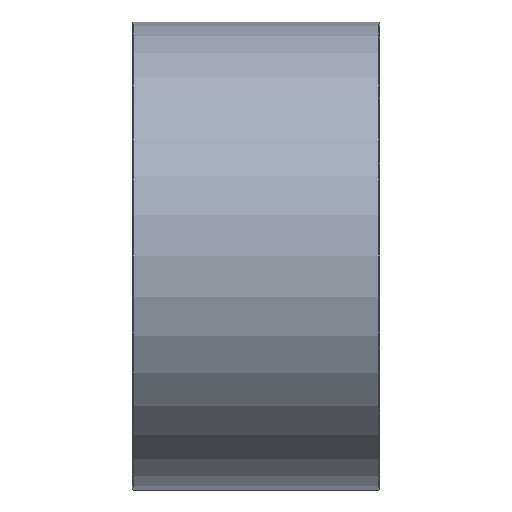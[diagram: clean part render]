
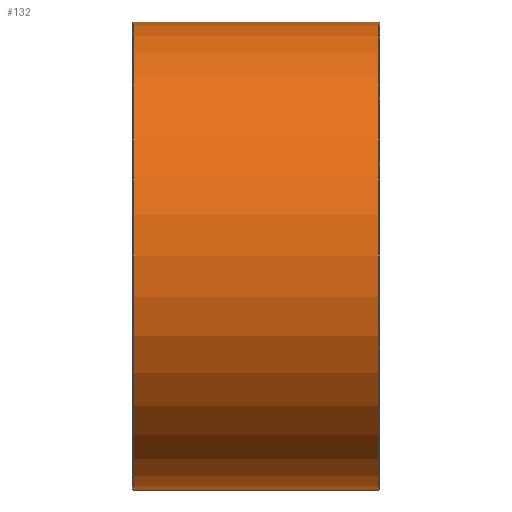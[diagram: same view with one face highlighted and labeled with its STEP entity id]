
A CAD part, front view. The second image highlights one B-rep face of the part: STEP entity #132.
In plain terms, the highlighted cylindrical face has radius 125 mm (diameter 250 mm), a full revolution.
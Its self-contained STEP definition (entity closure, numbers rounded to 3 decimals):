
#22=LINE('',#243,#26);
#26=VECTOR('',#196,125.);
#30=CYLINDRICAL_SURFACE('',#165,125.);
#34=FACE_OUTER_BOUND('',#43,.T.);
#43=EDGE_LOOP('',(#100,#101,#102,#103,#104,#105));
#56=CIRCLE('',#163,125.);
#57=CIRCLE('',#164,125.);
#58=CIRCLE('',#166,125.);
#59=CIRCLE('',#167,125.);
#68=VERTEX_POINT('',#236);
#69=VERTEX_POINT('',#238);
#70=VERTEX_POINT('',#242);
#71=VERTEX_POINT('',#244);
#80=EDGE_CURVE('',#68,#69,#56,.T.);
#81=EDGE_CURVE('',#69,#68,#57,.T.);
#82=EDGE_CURVE('',#69,#70,#22,.T.);
#83=EDGE_CURVE('',#71,#70,#58,.T.);
#84=EDGE_CURVE('',#70,#71,#59,.T.);
#100=ORIENTED_EDGE('',*,*,#81,.F.);
#101=ORIENTED_EDGE('',*,*,#82,.T.);
#102=ORIENTED_EDGE('',*,*,#83,.F.);
#103=ORIENTED_EDGE('',*,*,#84,.F.);
#104=ORIENTED_EDGE('',*,*,#82,.F.);
#105=ORIENTED_EDGE('',*,*,#80,.F.);
#132=ADVANCED_FACE('',(#34),#30,.T.);
#163=AXIS2_PLACEMENT_3D('',#239,#190,#191);
#164=AXIS2_PLACEMENT_3D('',#240,#192,#193);
#165=AXIS2_PLACEMENT_3D('',#241,#194,#195);
#166=AXIS2_PLACEMENT_3D('',#245,#197,#198);
#167=AXIS2_PLACEMENT_3D('',#246,#199,#200);
#190=DIRECTION('center_axis',(1.,0.,0.));
#191=DIRECTION('ref_axis',(0.,-1.,0.));
#192=DIRECTION('center_axis',(1.,0.,0.));
#193=DIRECTION('ref_axis',(0.,-1.,0.));
#194=DIRECTION('center_axis',(1.,0.,0.));
#195=DIRECTION('ref_axis',(0.,1.,0.));
#196=DIRECTION('',(-1.,0.,0.));
#197=DIRECTION('center_axis',(-1.,0.,0.));
#198=DIRECTION('ref_axis',(0.,-1.,0.));
#199=DIRECTION('center_axis',(-1.,0.,0.));
#200=DIRECTION('ref_axis',(0.,-1.,0.));
#236=CARTESIAN_POINT('',(-0.5,0.,125.));
#238=CARTESIAN_POINT('',(-0.5,-125.,0.));
#239=CARTESIAN_POINT('Origin',(-0.5,0.,
0.));
#240=CARTESIAN_POINT('Origin',(-0.5,0.,
0.));
#241=CARTESIAN_POINT('Origin',(-66.,0.,0.));
#242=CARTESIAN_POINT('',(-131.5,-125.,0.));
#243=CARTESIAN_POINT('',(-66.,-125.,0.));
#244=CARTESIAN_POINT('',(-131.5,0.,125.));
#245=CARTESIAN_POINT('Origin',(-131.5,0.,0.));
#246=CARTESIAN_POINT('Origin',(-131.5,0.,0.));
